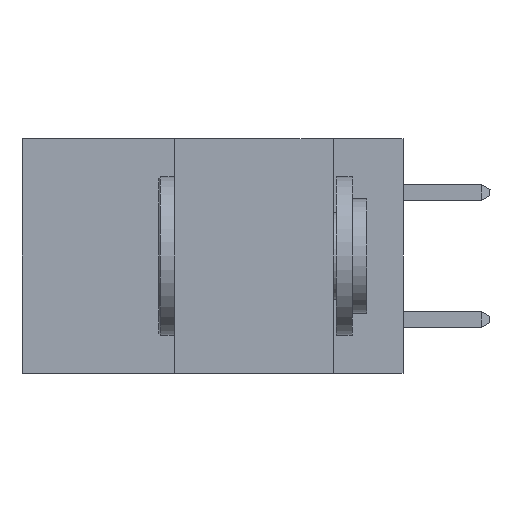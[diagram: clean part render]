
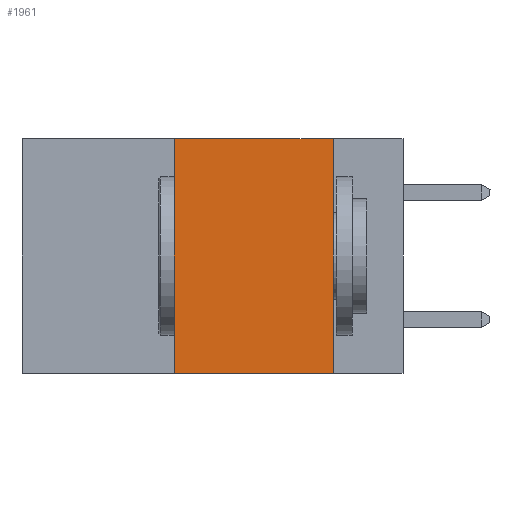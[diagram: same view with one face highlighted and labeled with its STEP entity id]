
A CAD part, left-side view. The second image highlights one B-rep face of the part: STEP entity #1961.
In plain terms, the highlighted planar face has unit normal (-1, 0, 0).
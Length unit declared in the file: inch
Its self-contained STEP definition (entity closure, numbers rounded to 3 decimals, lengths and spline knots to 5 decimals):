
#946 = VERTEX_POINT ( 'NONE', #1519 ) ;
#1519 = CARTESIAN_POINT ( 'NONE',  ( 0., 0.36, -0.37 ) ) ;
#1862 = FACE_OUTER_BOUND ( 'NONE', #17614, .T. ) ;
#1961 = ADVANCED_FACE ( 'NONE', ( #1862 ), #12542, .F. ) ;
#2150 = VECTOR ( 'NONE', #16564, 39.37008 ) ;
#2253 = LINE ( 'NONE', #12283, #9012 ) ;
#2760 = VERTEX_POINT ( 'NONE', #6616 ) ;
#2908 = DIRECTION ( 'NONE',  ( 0., -1., 0. ) ) ;
#4153 = CARTESIAN_POINT ( 'NONE',  ( 0., 0.11, 0. ) ) ;
#4642 = CARTESIAN_POINT ( 'NONE',  ( 0., 0.11, 0. ) ) ;
#5614 = EDGE_CURVE ( 'NONE', #946, #16693, #2253, .T. ) ;
#6031 = LINE ( 'NONE', #4153, #2150 ) ;
#6264 = ORIENTED_EDGE ( 'NONE', *, *, #5614, .F. ) ;
#6405 = LINE ( 'NONE', #18589, #15369 ) ;
#6616 = CARTESIAN_POINT ( 'NONE',  ( 0., 0.11, -0.37 ) ) ;
#7758 = DIRECTION ( 'NONE',  ( 0., 0., -1. ) ) ;
#7856 = VERTEX_POINT ( 'NONE', #4642 ) ;
#9012 = VECTOR ( 'NONE', #16754, 39.37008 ) ;
#10888 = DIRECTION ( 'NONE',  ( 1., 0., 0. ) ) ;
#11140 = EDGE_CURVE ( 'NONE', #16693, #7856, #6405, .T. ) ;
#11192 = VECTOR ( 'NONE', #2908, 39.37008 ) ;
#11952 = EDGE_CURVE ( 'NONE', #946, #2760, #12654, .T. ) ;
#12283 = CARTESIAN_POINT ( 'NONE',  ( 0., 0.36, 0. ) ) ;
#12542 = PLANE ( 'NONE',  #18942 ) ;
#12654 = LINE ( 'NONE', #19547, #11192 ) ;
#12664 = EDGE_CURVE ( 'NONE', #7856, #2760, #6031, .T. ) ;
#12706 = ORIENTED_EDGE ( 'NONE', *, *, #12664, .F. ) ;
#13206 = DIRECTION ( 'NONE',  ( 0., -1., 0. ) ) ;
#13877 = ORIENTED_EDGE ( 'NONE', *, *, #11952, .T. ) ;
#15369 = VECTOR ( 'NONE', #13206, 39.37008 ) ;
#15741 = CARTESIAN_POINT ( 'NONE',  ( 0., 0.6, 0. ) ) ;
#16525 = CARTESIAN_POINT ( 'NONE',  ( 0., 0.36, 0. ) ) ;
#16564 = DIRECTION ( 'NONE',  ( 0., 0., -1. ) ) ;
#16693 = VERTEX_POINT ( 'NONE', #16525 ) ;
#16754 = DIRECTION ( 'NONE',  ( 0., 0., 1. ) ) ;
#17614 = EDGE_LOOP ( 'NONE', ( #12706, #18413, #6264, #13877 ) ) ;
#18413 = ORIENTED_EDGE ( 'NONE', *, *, #11140, .F. ) ;
#18589 = CARTESIAN_POINT ( 'NONE',  ( 0., 0.6, 0. ) ) ;
#18942 = AXIS2_PLACEMENT_3D ( 'NONE', #15741, #10888, #7758 ) ;
#19547 = CARTESIAN_POINT ( 'NONE',  ( 0., 0.6, -0.37 ) ) ;
